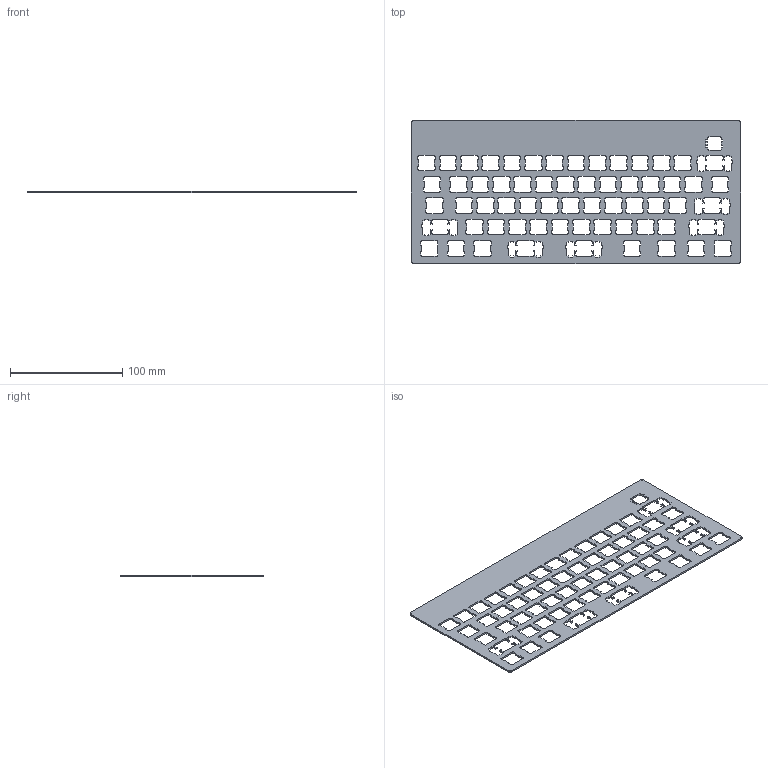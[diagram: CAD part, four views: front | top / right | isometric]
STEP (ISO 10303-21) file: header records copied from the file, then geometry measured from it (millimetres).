
FILE_DESCRIPTION(/* description */ ('','CAx-IF Rec.Pracs.---Representation and Presentation of Product Manufacturing Information (PMI)---4.0---2014-10-13'),/* implementation_level */ '2;1');
FILE_NAME(/* name */ 'case_top.step',/* time_stamp */ '2025-02-18T20:00:26+01:00',/* author */ (''),/* organization */ (''),/* preprocessor_version */ 'ST-DEVELOPER v20',/* originating_system */ 'Autodesk Translation Framework v13.20.0.188',/* authorisation */ '');
FILE_SCHEMA (('AP242_MANAGED_MODEL_BASED_3D_ENGINEERING_MIM_LF { 1 0 10303 442 1 1 4 }'));
Length unit declared in the file: millimetre
Products named in the file (1): keyboard_case
Bounding box: 293.75 x 127.65 x 1.5 mm (x, y, z)
Volume: 35071.5 mm3; surface area: 54609.3 mm2
Topology: 1 solids, 1 shells, 1618 faces, 4844 edges, 3228 vertices
Faces by surface type: plane 1602, cylinder 12, cone 4
Full cylindrical faces by diameter (mm): 0.969 x4
Entity records: 53594 total; most frequent: CARTESIAN_POINT 9687, ORIENTED_EDGE 9680, DIRECTION 8102, EDGE_CURVE 4840, LINE 4816, VECTOR 4816, VERTEX_POINT 3228, EDGE_LOOP 1748
